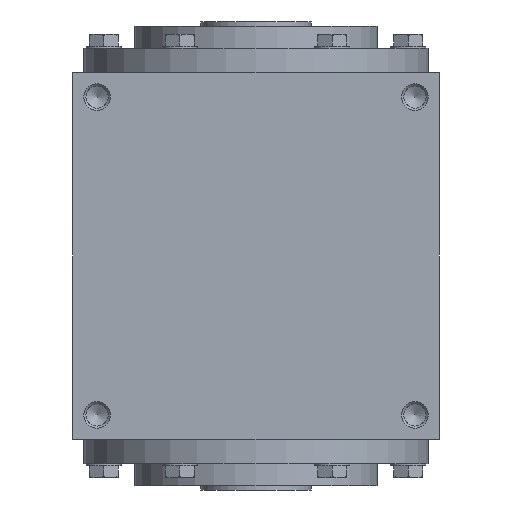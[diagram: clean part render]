
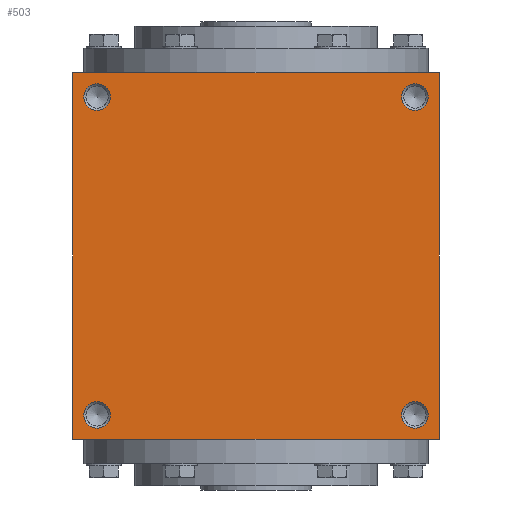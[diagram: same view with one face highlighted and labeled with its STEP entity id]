
A CAD part, left-side view. The second image highlights one B-rep face of the part: STEP entity #503.
In plain terms, the highlighted face is planar.
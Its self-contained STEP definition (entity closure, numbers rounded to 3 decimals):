
#503 = ADVANCED_FACE( '', ( #1071, #1072, #1073, #1074, #1075 ), #1076, .F. );
#1071 = FACE_BOUND( '', #1923, .T. );
#1072 = FACE_BOUND( '', #1924, .T. );
#1073 = FACE_BOUND( '', #1925, .T. );
#1074 = FACE_BOUND( '', #1926, .T. );
#1075 = FACE_OUTER_BOUND( '', #1927, .T. );
#1076 = PLANE( '', #1928 );
#1923 = EDGE_LOOP( '', ( #2846 ) );
#1924 = EDGE_LOOP( '', ( #2847 ) );
#1925 = EDGE_LOOP( '', ( #2848 ) );
#1926 = EDGE_LOOP( '', ( #2849 ) );
#1927 = EDGE_LOOP( '', ( #2850, #2851, #2852, #2853 ) );
#1928 = AXIS2_PLACEMENT_3D( '', #2854, #2855, #2856 );
#2846 = ORIENTED_EDGE( '', *, *, #4587, .F. );
#2847 = ORIENTED_EDGE( '', *, *, #4588, .T. );
#2848 = ORIENTED_EDGE( '', *, *, #4589, .F. );
#2849 = ORIENTED_EDGE( '', *, *, #4590, .T. );
#2850 = ORIENTED_EDGE( '', *, *, #4591, .F. );
#2851 = ORIENTED_EDGE( '', *, *, #4592, .F. );
#2852 = ORIENTED_EDGE( '', *, *, #4593, .F. );
#2853 = ORIENTED_EDGE( '', *, *, #4594, .F. );
#2854 = CARTESIAN_POINT( '', ( 0., 0., -83. ) );
#2855 = DIRECTION( '', ( 0., 0., 1. ) );
#2856 = DIRECTION( '', ( 1., 0., 0. ) );
#4587 = EDGE_CURVE( '', #5337, #5337, #5338, .T. );
#4588 = EDGE_CURVE( '', #5339, #5339, #5340, .T. );
#4589 = EDGE_CURVE( '', #5341, #5341, #5342, .T. );
#4590 = EDGE_CURVE( '', #5343, #5343, #5344, .T. );
#4591 = EDGE_CURVE( '', #5345, #5346, #5347, .T. );
#4592 = EDGE_CURVE( '', #5348, #5345, #5349, .T. );
#4593 = EDGE_CURVE( '', #5350, #5348, #5351, .T. );
#4594 = EDGE_CURVE( '', #5346, #5350, #5352, .T. );
#5337 = VERTEX_POINT( '', #6361 );
#5338 = CIRCLE( '', #6362, 6. );
#5339 = VERTEX_POINT( '', #6363 );
#5340 = CIRCLE( '', #6364, 6. );
#5341 = VERTEX_POINT( '', #6365 );
#5342 = CIRCLE( '', #6366, 6. );
#5343 = VERTEX_POINT( '', #6367 );
#5344 = CIRCLE( '', #6368, 6. );
#5345 = VERTEX_POINT( '', #6369 );
#5346 = VERTEX_POINT( '', #6370 );
#5347 = LINE( '', #6371, #6372 );
#5348 = VERTEX_POINT( '', #6373 );
#5349 = LINE( '', #6374, #6375 );
#5350 = VERTEX_POINT( '', #6376 );
#5351 = LINE( '', #6377, #6378 );
#5352 = LINE( '', #6379, #6380 );
#6361 = CARTESIAN_POINT( '', ( -78., 72., -83. ) );
#6362 = AXIS2_PLACEMENT_3D( '', #7592, #7593, #7594 );
#6363 = CARTESIAN_POINT( '', ( 78., 72., -83. ) );
#6364 = AXIS2_PLACEMENT_3D( '', #7595, #7596, #7597 );
#6365 = CARTESIAN_POINT( '', ( -78., -72., -83. ) );
#6366 = AXIS2_PLACEMENT_3D( '', #7598, #7599, #7600 );
#6367 = CARTESIAN_POINT( '', ( 78., -72., -83. ) );
#6368 = AXIS2_PLACEMENT_3D( '', #7601, #7602, #7603 );
#6369 = CARTESIAN_POINT( '', ( -83., 83., -83. ) );
#6370 = CARTESIAN_POINT( '', ( -83., -83., -83. ) );
#6371 = CARTESIAN_POINT( '', ( -83., 83., -83. ) );
#6372 = VECTOR( '', #7604, 1000. );
#6373 = CARTESIAN_POINT( '', ( 83., 83., -83. ) );
#6374 = CARTESIAN_POINT( '', ( 83., 83., -83. ) );
#6375 = VECTOR( '', #7605, 1000. );
#6376 = CARTESIAN_POINT( '', ( 83., -83., -83. ) );
#6377 = CARTESIAN_POINT( '', ( 83., -83., -83. ) );
#6378 = VECTOR( '', #7606, 1000. );
#6379 = CARTESIAN_POINT( '', ( -83., -83., -83. ) );
#6380 = VECTOR( '', #7607, 1000. );
#7592 = CARTESIAN_POINT( '', ( -72., 72., -83. ) );
#7593 = DIRECTION( '', ( 0., 0., -1. ) );
#7594 = DIRECTION( '', ( -1., 0., 0. ) );
#7595 = CARTESIAN_POINT( '', ( 72., 72., -83. ) );
#7596 = DIRECTION( '', ( 0., 0., 1. ) );
#7597 = DIRECTION( '', ( 1., 0., 0. ) );
#7598 = CARTESIAN_POINT( '', ( -72., -72., -83. ) );
#7599 = DIRECTION( '', ( 0., 0., -1. ) );
#7600 = DIRECTION( '', ( -1., 0., 0. ) );
#7601 = CARTESIAN_POINT( '', ( 72., -72., -83. ) );
#7602 = DIRECTION( '', ( 0., 0., 1. ) );
#7603 = DIRECTION( '', ( 1., 0., 0. ) );
#7604 = DIRECTION( '', ( 0., -1., 0. ) );
#7605 = DIRECTION( '', ( -1., 0., 0. ) );
#7606 = DIRECTION( '', ( 0., 1., 0. ) );
#7607 = DIRECTION( '', ( 1., 0., 0. ) );
